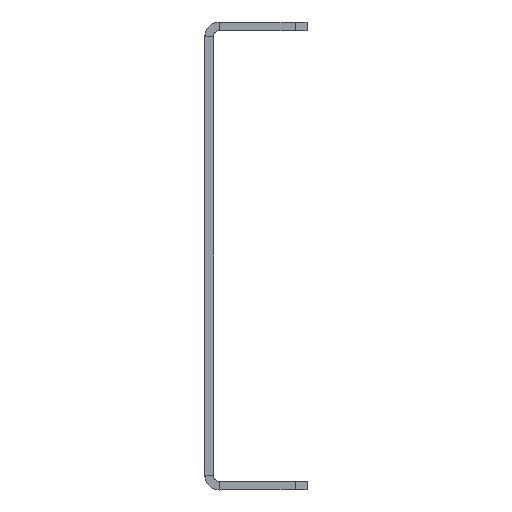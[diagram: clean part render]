
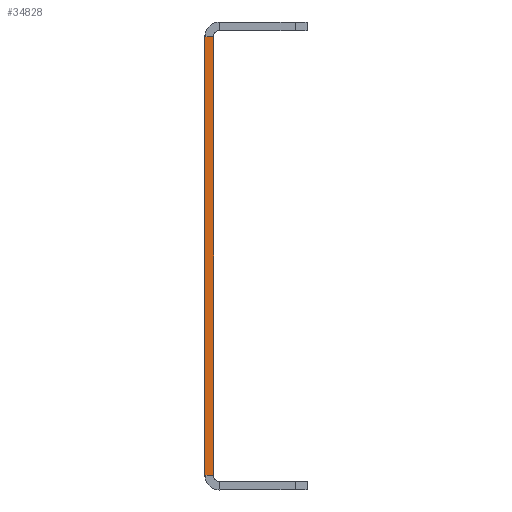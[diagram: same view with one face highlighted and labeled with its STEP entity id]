
A CAD part, left-side view. The second image highlights one B-rep face of the part: STEP entity #34828.
In plain terms, the highlighted planar face has unit normal (-1, 0, 0).
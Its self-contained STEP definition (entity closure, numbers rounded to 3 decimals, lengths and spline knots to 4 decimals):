
#2446=FACE_OUTER_BOUND('',#4528,.T.);
#4528=EDGE_LOOP('',(#30069,#30070,#30071,#30072));
#5351=LINE('',#49936,#8855);
#6506=LINE('',#54428,#10010);
#7090=LINE('',#56854,#10594);
#8157=LINE('',#59165,#11661);
#8855=VECTOR('',#39337,2.344);
#10010=VECTOR('',#42596,2.344);
#10594=VECTOR('',#44302,0.046);
#11661=VECTOR('',#46981,0.046);
#14245=VERTEX_POINT('',#49933);
#14246=VERTEX_POINT('',#49935);
#15904=VERTEX_POINT('',#53439);
#15942=VERTEX_POINT('',#54427);
#17673=EDGE_CURVE('',#14245,#14246,#5351,.T.);
#19654=EDGE_CURVE('',#15942,#15904,#6506,.T.);
#20798=EDGE_CURVE('',#15904,#14246,#7090,.T.);
#21878=EDGE_CURVE('',#15942,#14245,#8157,.T.);
#30069=ORIENTED_EDGE('',*,*,#20798,.T.);
#30070=ORIENTED_EDGE('',*,*,#17673,.F.);
#30071=ORIENTED_EDGE('',*,*,#21878,.F.);
#30072=ORIENTED_EDGE('',*,*,#19654,.T.);
#33418=PLANE('',#38009);
#34828=ADVANCED_FACE('',(#2446),#33418,.F.);
#38009=AXIS2_PLACEMENT_3D('',#59164,#46979,#46980);
#39337=DIRECTION('',(0.,0.,1.));
#42596=DIRECTION('',(0.,0.,1.));
#44302=DIRECTION('',(0.,1.,0.));
#46979=DIRECTION('center_axis',(1.,0.,0.));
#46980=DIRECTION('ref_axis',(0.,0.,-1.));
#46981=DIRECTION('',(0.,1.,0.));
#49933=CARTESIAN_POINT('',(-1.0419,0.046,-0.5362));
#49935=CARTESIAN_POINT('',(-1.0419,0.046,1.8078));
#49936=CARTESIAN_POINT('',(-1.0419,0.046,-0.5362));
#53439=CARTESIAN_POINT('',(-1.0419,0.,1.8078));
#54427=CARTESIAN_POINT('',(-1.0419,0.,-0.5362));
#54428=CARTESIAN_POINT('',(-1.0419,0.,-0.5362));
#56854=CARTESIAN_POINT('',(-1.0419,0.,1.8078));
#59164=CARTESIAN_POINT('Origin',(-1.0419,0.046,-0.6142));
#59165=CARTESIAN_POINT('',(-1.0419,0.,-0.5362));
